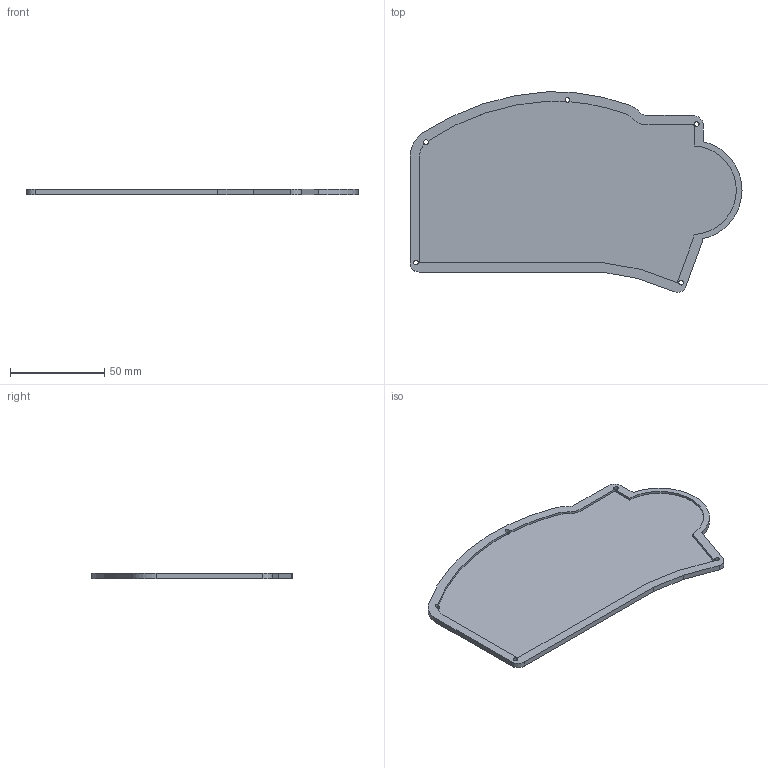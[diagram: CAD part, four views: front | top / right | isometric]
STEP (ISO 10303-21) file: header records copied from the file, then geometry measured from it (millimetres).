
FILE_DESCRIPTION(/* description */ (''),/* implementation_level */ '2;1');
FILE_NAME(/* name */ 'xi-6-bot-2.8mm-trackball-left.step',/* time_stamp */ '2023-03-26T23:02:39-07:00',/* author */ (''),/* organization */ (''),/* preprocessor_version */ 'ST-DEVELOPER v19.2',/* originating_system */ 'Autodesk Translation Framework v11.17.0.187',/* authorisation */ '');
FILE_SCHEMA (('AUTOMOTIVE_DESIGN { 1 0 10303 214 3 1 1 }'));
Length unit declared in the file: millimetre
Products named in the file (1): xi-6-bot-2.8mm-trackball-left
Bounding box: 176.35 x 106.58 x 2.8 mm (x, y, z)
Volume: 26032.6 mm3; surface area: 31241.7 mm2
Topology: 1 solids, 1 shells, 44 faces, 129 edges, 86 vertices
Faces by surface type: cylinder 26, plane 18
Full cylindrical faces by diameter (mm): 2.5 x5
Entity records: 1542 total; most frequent: DIRECTION 275, CARTESIAN_POINT 260, ORIENTED_EDGE 258, EDGE_CURVE 129, AXIS2_PLACEMENT_3D 101, VERTEX_POINT 86, LINE 73, VECTOR 73
